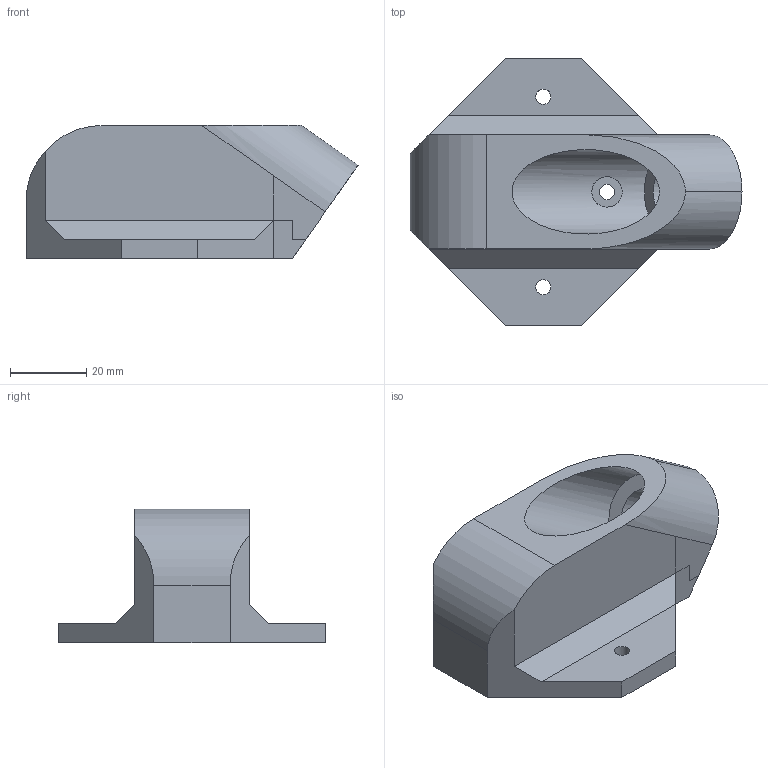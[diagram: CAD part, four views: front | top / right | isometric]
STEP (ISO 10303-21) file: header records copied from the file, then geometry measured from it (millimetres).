
FILE_DESCRIPTION(('FreeCAD Model'),'2;1');
FILE_NAME('SteeringHead.step','2020-11-18T09:02:50',('Author'),(''), 'Open CASCADE STEP processor 7.3','FreeCAD','Unknown');
FILE_SCHEMA(('AUTOMOTIVE_DESIGN { 1 0 10303 214 1 1 1 1 }'));
Length unit declared in the file: millimetre
Products named in the file (1): SteeringHeadV3
Bounding box: 87.21 x 70 x 35 mm (x, y, z)
Volume: 72203.2 mm3; surface area: 16740.9 mm2
Topology: 1 solids, 1 shells, 33 faces, 84 edges, 56 vertices
Faces by surface type: plane 23, cylinder 10
Full cylindrical faces by diameter (mm): 4 x3, 8 x1, 14 x1, 22.2 x2
Entity records: 2620 total; most frequent: CARTESIAN_POINT 877, DIRECTION 324, LINE 202, VECTOR 202, ORIENTED_EDGE 168, PCURVE 168, DEFINITIONAL_REPRESENTATION 168, EDGE_CURVE 84
